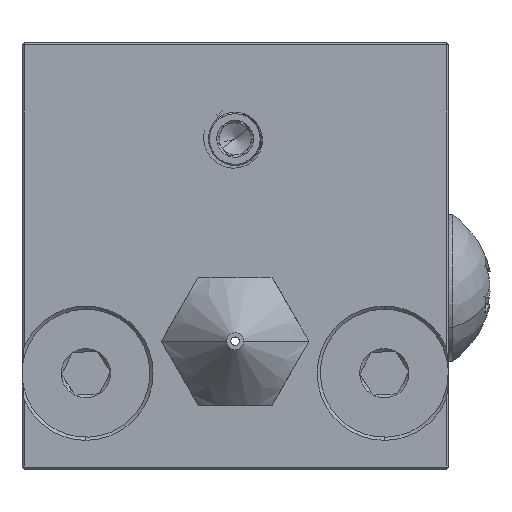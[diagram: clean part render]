
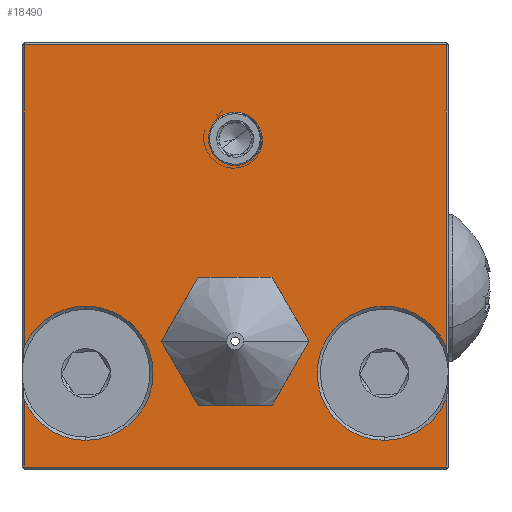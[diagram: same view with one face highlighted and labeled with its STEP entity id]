
A CAD part, front view. The second image highlights one B-rep face of the part: STEP entity #18490.
In plain terms, the highlighted face is planar.
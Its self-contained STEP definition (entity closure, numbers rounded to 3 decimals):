
#77 = CARTESIAN_POINT ( 'NONE',  ( -7., 5., 18.65 ) ) ;
#324 = EDGE_CURVE ( 'NONE', #5070, #5380, #20849, .T. ) ;
#600 = DIRECTION ( 'NONE',  ( 0., 0., 1. ) ) ;
#930 = DIRECTION ( 'NONE',  ( 0., 1., 0. ) ) ;
#1130 = FACE_BOUND ( 'NONE', #16882, .T. ) ;
#1186 = VERTEX_POINT ( 'NONE', #6790 ) ;
#1209 = CARTESIAN_POINT ( 'NONE',  ( 7., 5., 15.5 ) ) ;
#1237 = DIRECTION ( 'NONE',  ( 0., -1., 0. ) ) ;
#1363 = VERTEX_POINT ( 'NONE', #3868 ) ;
#1639 = CIRCLE ( 'NONE', #16496, 3.15 ) ;
#1743 = ORIENTED_EDGE ( 'NONE', *, *, #13743, .F. ) ;
#1768 = CIRCLE ( 'NONE', #14765, 3.15 ) ;
#1987 = CARTESIAN_POINT ( 'NONE',  ( 9.9, 5., 0.1 ) ) ;
#2131 = AXIS2_PLACEMENT_3D ( 'NONE', #21801, #14909, #22026 ) ;
#2164 = CIRCLE ( 'NONE', #18162, 3.15 ) ;
#2275 = ORIENTED_EDGE ( 'NONE', *, *, #6256, .F. ) ;
#2285 = EDGE_CURVE ( 'NONE', #1363, #4380, #17742, .T. ) ;
#2400 = CIRCLE ( 'NONE', #9462, 3.15 ) ;
#2702 = CARTESIAN_POINT ( 'NONE',  ( 9.9, 5., 19.9 ) ) ;
#2907 = EDGE_CURVE ( 'NONE', #20582, #18311, #3258, .T. ) ;
#2987 = FACE_BOUND ( 'NONE', #8776, .T. ) ;
#3080 = DIRECTION ( 'NONE',  ( 0., 0., 1. ) ) ;
#3189 = EDGE_CURVE ( 'NONE', #5264, #8839, #18148, .T. ) ;
#3258 = CIRCLE ( 'NONE', #2131, 3.15 ) ;
#3715 = LINE ( 'NONE', #15954, #7316 ) ;
#3868 = CARTESIAN_POINT ( 'NONE',  ( 0., 5., 5.75 ) ) ;
#4140 = ORIENTED_EDGE ( 'NONE', *, *, #2907, .F. ) ;
#4245 = CARTESIAN_POINT ( 'NONE',  ( 0., 5., 4.5 ) ) ;
#4380 = VERTEX_POINT ( 'NONE', #14068 ) ;
#4573 = ORIENTED_EDGE ( 'NONE', *, *, #2285, .F. ) ;
#4574 = CARTESIAN_POINT ( 'NONE',  ( 9.9, 5., 20. ) ) ;
#5070 = VERTEX_POINT ( 'NONE', #2702 ) ;
#5110 = DIRECTION ( 'NONE',  ( 0., 0., -1. ) ) ;
#5264 = VERTEX_POINT ( 'NONE', #1987 ) ;
#5294 = EDGE_LOOP ( 'NONE', ( #7170, #9491, #18912, #12949, #1743, #7856, #14749, #8183, #4140, #9267, #16908, #10063 ) ) ;
#5380 = VERTEX_POINT ( 'NONE', #16065 ) ;
#5472 = AXIS2_PLACEMENT_3D ( 'NONE', #5974, #14838, #13080 ) ;
#5974 = CARTESIAN_POINT ( 'NONE',  ( 0., 5., 14. ) ) ;
#6079 = VECTOR ( 'NONE', #5110, 1000. ) ;
#6256 = EDGE_CURVE ( 'NONE', #10045, #21475, #14681, .T. ) ;
#6605 = VECTOR ( 'NONE', #16031, 1000. ) ;
#6626 = EDGE_CURVE ( 'NONE', #4380, #1363, #10235, .T. ) ;
#6756 = VERTEX_POINT ( 'NONE', #22256 ) ;
#6789 = DIRECTION ( 'NONE',  ( 0., 0., 1. ) ) ;
#6790 = CARTESIAN_POINT ( 'NONE',  ( -9.9, 5., 16.73 ) ) ;
#7076 = CARTESIAN_POINT ( 'NONE',  ( 0., 5., 11. ) ) ;
#7170 = ORIENTED_EDGE ( 'NONE', *, *, #18498, .T. ) ;
#7217 = DIRECTION ( 'NONE',  ( 0., 1., 0. ) ) ;
#7316 = VECTOR ( 'NONE', #19240, 1000. ) ;
#7856 = ORIENTED_EDGE ( 'NONE', *, *, #11957, .T. ) ;
#7945 = AXIS2_PLACEMENT_3D ( 'NONE', #8229, #1237, #15321 ) ;
#8085 = DIRECTION ( 'NONE',  ( 0., 0., 1. ) ) ;
#8183 = ORIENTED_EDGE ( 'NONE', *, *, #11588, .T. ) ;
#8229 = CARTESIAN_POINT ( 'NONE',  ( -10., 5., 20. ) ) ;
#8649 = LINE ( 'NONE', #4574, #19627 ) ;
#8776 = EDGE_LOOP ( 'NONE', ( #12294, #2275 ) ) ;
#8816 = AXIS2_PLACEMENT_3D ( 'NONE', #4245, #9632, #12877 ) ;
#8839 = VERTEX_POINT ( 'NONE', #17844 ) ;
#9267 = ORIENTED_EDGE ( 'NONE', *, *, #16456, .F. ) ;
#9451 = LINE ( 'NONE', #9580, #15884 ) ;
#9462 = AXIS2_PLACEMENT_3D ( 'NONE', #10595, #7217, #19574 ) ;
#9471 = CARTESIAN_POINT ( 'NONE',  ( 0., 5., 17. ) ) ;
#9491 = ORIENTED_EDGE ( 'NONE', *, *, #324, .T. ) ;
#9580 = CARTESIAN_POINT ( 'NONE',  ( -9.9, 5., 20. ) ) ;
#9632 = DIRECTION ( 'NONE',  ( 0., 1., 0. ) ) ;
#9687 = CARTESIAN_POINT ( 'NONE',  ( -7., 5., 15.5 ) ) ;
#10045 = VERTEX_POINT ( 'NONE', #7076 ) ;
#10063 = ORIENTED_EDGE ( 'NONE', *, *, #12318, .T. ) ;
#10111 = VERTEX_POINT ( 'NONE', #77 ) ;
#10235 = CIRCLE ( 'NONE', #19904, 1.25 ) ;
#10595 = CARTESIAN_POINT ( 'NONE',  ( -7., 5., 15.5 ) ) ;
#10915 = ORIENTED_EDGE ( 'NONE', *, *, #6626, .F. ) ;
#11303 = DIRECTION ( 'NONE',  ( 0., 0., 1. ) ) ;
#11526 = DIRECTION ( 'NONE',  ( 0., 0., 1. ) ) ;
#11588 = EDGE_CURVE ( 'NONE', #8839, #18311, #3715, .T. ) ;
#11889 = EDGE_CURVE ( 'NONE', #21475, #10045, #12540, .T. ) ;
#11905 = DIRECTION ( 'NONE',  ( 0., 1., 0. ) ) ;
#11935 = CARTESIAN_POINT ( 'NONE',  ( 7., 5., 15.5 ) ) ;
#11957 = EDGE_CURVE ( 'NONE', #22309, #5264, #8649, .T. ) ;
#12294 = ORIENTED_EDGE ( 'NONE', *, *, #11889, .F. ) ;
#12318 = EDGE_CURVE ( 'NONE', #1186, #6756, #9451, .T. ) ;
#12373 = EDGE_CURVE ( 'NONE', #20644, #5380, #1768, .T. ) ;
#12540 = CIRCLE ( 'NONE', #5472, 3. ) ;
#12877 = DIRECTION ( 'NONE',  ( 0., 0., 1. ) ) ;
#12949 = ORIENTED_EDGE ( 'NONE', *, *, #15525, .F. ) ;
#13080 = DIRECTION ( 'NONE',  ( 0., 0., 1. ) ) ;
#13705 = PLANE ( 'NONE',  #7945 ) ;
#13710 = CARTESIAN_POINT ( 'NONE',  ( 9.9, 5., 14.27 ) ) ;
#13733 = CARTESIAN_POINT ( 'NONE',  ( 7., 5., 15.5 ) ) ;
#13743 = EDGE_CURVE ( 'NONE', #22309, #21137, #2164, .T. ) ;
#13766 = DIRECTION ( 'NONE',  ( 0., 0., 1. ) ) ;
#13989 = CARTESIAN_POINT ( 'NONE',  ( 0., 5., 4.5 ) ) ;
#14068 = CARTESIAN_POINT ( 'NONE',  ( 0., 5., 3.25 ) ) ;
#14273 = CARTESIAN_POINT ( 'NONE',  ( 7., 5., 12.35 ) ) ;
#14515 = DIRECTION ( 'NONE',  ( 0., 1., 0. ) ) ;
#14681 = CIRCLE ( 'NONE', #16540, 3. ) ;
#14749 = ORIENTED_EDGE ( 'NONE', *, *, #3189, .T. ) ;
#14765 = AXIS2_PLACEMENT_3D ( 'NONE', #13733, #930, #11526 ) ;
#14838 = DIRECTION ( 'NONE',  ( 0., 1., 0. ) ) ;
#14909 = DIRECTION ( 'NONE',  ( 0., 1., 0. ) ) ;
#15096 = FACE_OUTER_BOUND ( 'NONE', #5294, .T. ) ;
#15321 = DIRECTION ( 'NONE',  ( 0., 0., -1. ) ) ;
#15438 = LINE ( 'NONE', #20468, #17242 ) ;
#15525 = EDGE_CURVE ( 'NONE', #21137, #20644, #16862, .T. ) ;
#15642 = CARTESIAN_POINT ( 'NONE',  ( 0., 5., 14. ) ) ;
#15884 = VECTOR ( 'NONE', #600, 1000. ) ;
#15954 = CARTESIAN_POINT ( 'NONE',  ( -9.9, 5., 20. ) ) ;
#16031 = DIRECTION ( 'NONE',  ( -1., 0., 0. ) ) ;
#16065 = CARTESIAN_POINT ( 'NONE',  ( 9.9, 5., 16.73 ) ) ;
#16116 = EDGE_CURVE ( 'NONE', #1186, #10111, #1639, .T. ) ;
#16456 = EDGE_CURVE ( 'NONE', #10111, #20582, #2400, .T. ) ;
#16474 = AXIS2_PLACEMENT_3D ( 'NONE', #1209, #14515, #8085 ) ;
#16496 = AXIS2_PLACEMENT_3D ( 'NONE', #9687, #18199, #11303 ) ;
#16540 = AXIS2_PLACEMENT_3D ( 'NONE', #15642, #22764, #6789 ) ;
#16862 = CIRCLE ( 'NONE', #16474, 3.15 ) ;
#16882 = EDGE_LOOP ( 'NONE', ( #4573, #10915 ) ) ;
#16908 = ORIENTED_EDGE ( 'NONE', *, *, #16116, .F. ) ;
#17242 = VECTOR ( 'NONE', #22434, 1000. ) ;
#17507 = DIRECTION ( 'NONE',  ( 0., 0., -1. ) ) ;
#17742 = CIRCLE ( 'NONE', #8816, 1.25 ) ;
#17799 = CARTESIAN_POINT ( 'NONE',  ( -10., 5., 0.1 ) ) ;
#17818 = CARTESIAN_POINT ( 'NONE',  ( -7., 5., 12.35 ) ) ;
#17844 = CARTESIAN_POINT ( 'NONE',  ( -9.9, 5., 0.1 ) ) ;
#18148 = LINE ( 'NONE', #17799, #6605 ) ;
#18162 = AXIS2_PLACEMENT_3D ( 'NONE', #11935, #19055, #3080 ) ;
#18199 = DIRECTION ( 'NONE',  ( 0., 1., 0. ) ) ;
#18311 = VERTEX_POINT ( 'NONE', #20011 ) ;
#18490 = ADVANCED_FACE ( 'NONE', ( #1130, #2987, #15096 ), #13705, .F. ) ;
#18498 = EDGE_CURVE ( 'NONE', #6756, #5070, #15438, .T. ) ;
#18912 = ORIENTED_EDGE ( 'NONE', *, *, #12373, .F. ) ;
#19055 = DIRECTION ( 'NONE',  ( 0., 1., 0. ) ) ;
#19240 = DIRECTION ( 'NONE',  ( 0., 0., 1. ) ) ;
#19574 = DIRECTION ( 'NONE',  ( 0., 0., 1. ) ) ;
#19627 = VECTOR ( 'NONE', #17507, 1000. ) ;
#19904 = AXIS2_PLACEMENT_3D ( 'NONE', #13989, #11905, #13766 ) ;
#20011 = CARTESIAN_POINT ( 'NONE',  ( -9.9, 5., 14.27 ) ) ;
#20468 = CARTESIAN_POINT ( 'NONE',  ( -10., 5., 19.9 ) ) ;
#20582 = VERTEX_POINT ( 'NONE', #17818 ) ;
#20644 = VERTEX_POINT ( 'NONE', #21548 ) ;
#20849 = LINE ( 'NONE', #20953, #6079 ) ;
#20953 = CARTESIAN_POINT ( 'NONE',  ( 9.9, 5., 20. ) ) ;
#21137 = VERTEX_POINT ( 'NONE', #14273 ) ;
#21475 = VERTEX_POINT ( 'NONE', #9471 ) ;
#21548 = CARTESIAN_POINT ( 'NONE',  ( 7., 5., 18.65 ) ) ;
#21801 = CARTESIAN_POINT ( 'NONE',  ( -7., 5., 15.5 ) ) ;
#22026 = DIRECTION ( 'NONE',  ( 0., 0., 1. ) ) ;
#22256 = CARTESIAN_POINT ( 'NONE',  ( -9.9, 5., 19.9 ) ) ;
#22309 = VERTEX_POINT ( 'NONE', #13710 ) ;
#22434 = DIRECTION ( 'NONE',  ( 1., 0., 0. ) ) ;
#22764 = DIRECTION ( 'NONE',  ( 0., 1., 0. ) ) ;
